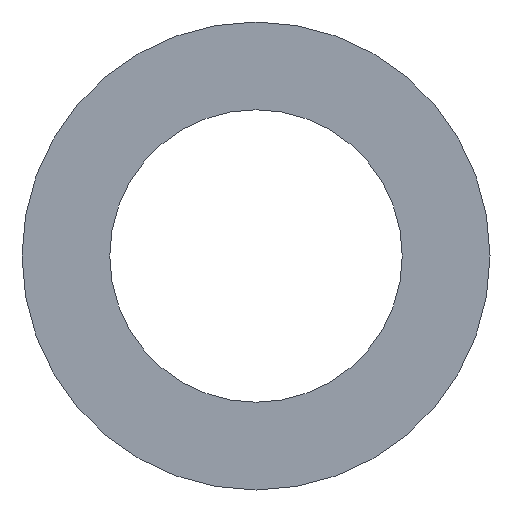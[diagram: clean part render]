
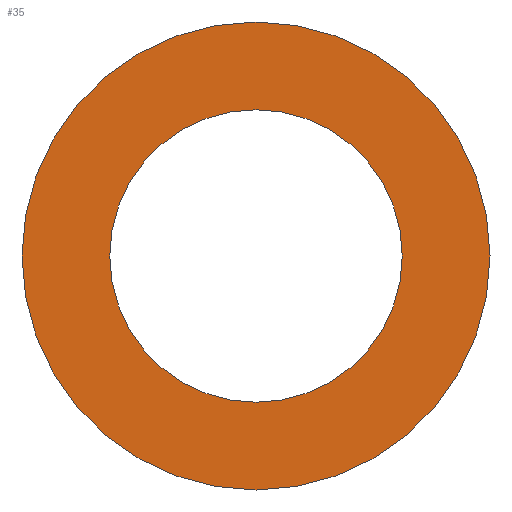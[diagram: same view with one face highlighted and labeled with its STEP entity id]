
A CAD part, front view. The second image highlights one B-rep face of the part: STEP entity #35.
In plain terms, the highlighted planar face has unit normal (0, -1, 0).
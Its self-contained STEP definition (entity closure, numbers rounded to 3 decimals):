
#2 = CARTESIAN_POINT ( 'NONE',  ( 0., 0., 0. ) ) ;
#7 = EDGE_CURVE ( 'NONE', #172, #184, #197, .T. ) ;
#18 = DIRECTION ( 'NONE',  ( 0., 0., 1. ) ) ;
#19 = ORIENTED_EDGE ( 'NONE', *, *, #55, .T. ) ;
#22 = DIRECTION ( 'NONE',  ( 0., 1., 0. ) ) ;
#30 = DIRECTION ( 'NONE',  ( 0., 0., 1. ) ) ;
#31 = VERTEX_POINT ( 'NONE', #142 ) ;
#33 = PLANE ( 'NONE',  #161 ) ;
#35 = ADVANCED_FACE ( 'NONE', ( #47, #111 ), #33, .F. ) ;
#42 = EDGE_CURVE ( 'NONE', #190, #31, #107, .T. ) ;
#45 = AXIS2_PLACEMENT_3D ( 'NONE', #2, #65, #110 ) ;
#47 = FACE_OUTER_BOUND ( 'NONE', #127, .T. ) ;
#55 = EDGE_CURVE ( 'NONE', #31, #190, #86, .T. ) ;
#65 = DIRECTION ( 'NONE',  ( 0., 1., 0. ) ) ;
#70 = AXIS2_PLACEMENT_3D ( 'NONE', #183, #171, #30 ) ;
#73 = EDGE_CURVE ( 'NONE', #184, #172, #155, .T. ) ;
#82 = CARTESIAN_POINT ( 'NONE',  ( 0., 0., -4. ) ) ;
#86 = CIRCLE ( 'NONE', #198, 2.5 ) ;
#92 = CARTESIAN_POINT ( 'NONE',  ( 0., 0., 0. ) ) ;
#96 = CARTESIAN_POINT ( 'NONE',  ( 0., 0., 0. ) ) ;
#98 = ORIENTED_EDGE ( 'NONE', *, *, #42, .T. ) ;
#101 = DIRECTION ( 'NONE',  ( 0., 1., 0. ) ) ;
#107 = CIRCLE ( 'NONE', #70, 2.5 ) ;
#109 = ORIENTED_EDGE ( 'NONE', *, *, #7, .F. ) ;
#110 = DIRECTION ( 'NONE',  ( 0., 0., 1. ) ) ;
#111 = FACE_BOUND ( 'NONE', #182, .T. ) ;
#121 = ORIENTED_EDGE ( 'NONE', *, *, #73, .F. ) ;
#127 = EDGE_LOOP ( 'NONE', ( #109, #121 ) ) ;
#133 = CARTESIAN_POINT ( 'NONE',  ( 0., 0., 2.5 ) ) ;
#134 = CARTESIAN_POINT ( 'NONE',  ( 0., 0., 0. ) ) ;
#136 = AXIS2_PLACEMENT_3D ( 'NONE', #134, #101, #143 ) ;
#140 = DIRECTION ( 'NONE',  ( 0., 0., 1. ) ) ;
#142 = CARTESIAN_POINT ( 'NONE',  ( 0., 0., -2.5 ) ) ;
#143 = DIRECTION ( 'NONE',  ( 0., 0., 1. ) ) ;
#155 = CIRCLE ( 'NONE', #136, 4. ) ;
#156 = DIRECTION ( 'NONE',  ( 0., 1., 0. ) ) ;
#161 = AXIS2_PLACEMENT_3D ( 'NONE', #96, #22, #140 ) ;
#162 = CARTESIAN_POINT ( 'NONE',  ( 0., 0., 4. ) ) ;
#171 = DIRECTION ( 'NONE',  ( 0., 1., 0. ) ) ;
#172 = VERTEX_POINT ( 'NONE', #82 ) ;
#182 = EDGE_LOOP ( 'NONE', ( #19, #98 ) ) ;
#183 = CARTESIAN_POINT ( 'NONE',  ( 0., 0., 0. ) ) ;
#184 = VERTEX_POINT ( 'NONE', #162 ) ;
#190 = VERTEX_POINT ( 'NONE', #133 ) ;
#197 = CIRCLE ( 'NONE', #45, 4. ) ;
#198 = AXIS2_PLACEMENT_3D ( 'NONE', #92, #156, #18 ) ;
